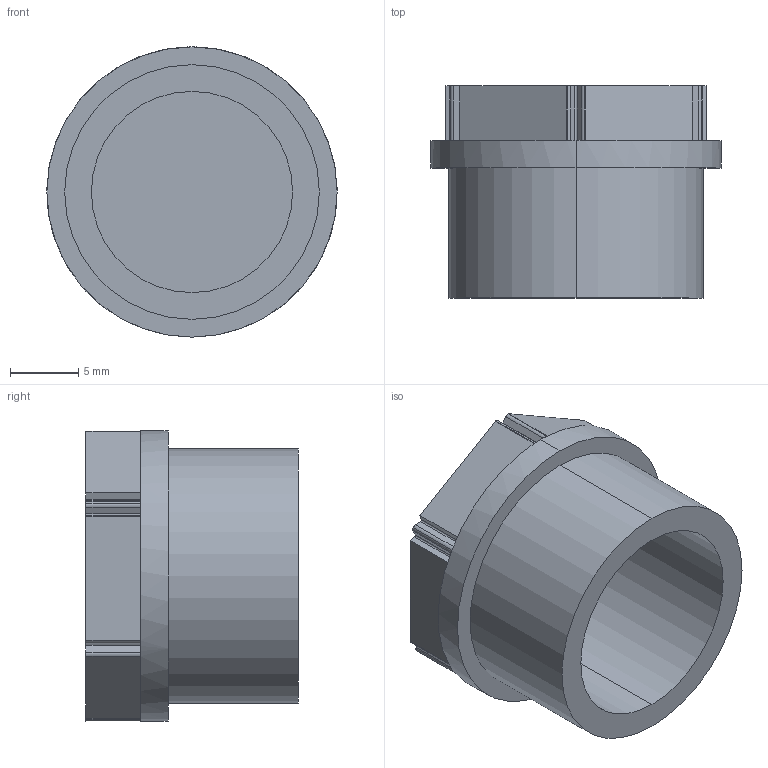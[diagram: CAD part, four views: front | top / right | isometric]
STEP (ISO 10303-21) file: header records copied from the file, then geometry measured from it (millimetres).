
FILE_DESCRIPTION (( 'STEP AP214' ), '1' );
FILE_NAME ('2032112.stp', '2016-08-23T06:13:07', ( '' ), ( '' ), 'SwSTEP 2.0', 'SolidWorks 2014', '' );
FILE_SCHEMA (( 'AUTOMOTIVE_DESIGN' ));
Length unit declared in the file: millimetre
Products named in the file (1): 2032112
Bounding box: 21.2 x 15.5 x 21.2 mm (x, y, z)
Volume: 2060.1 mm3; surface area: 2338.7 mm2
Topology: 1 solids, 1 shells, 68 faces, 186 edges, 122 vertices
Faces by surface type: plane 37, cylinder 31
Entity records: 2213 total; most frequent: DIRECTION 401, CARTESIAN_POINT 377, ORIENTED_EDGE 372, EDGE_CURVE 186, AXIS2_PLACEMENT_3D 146, VERTEX_POINT 122, VECTOR 109, LINE 109
